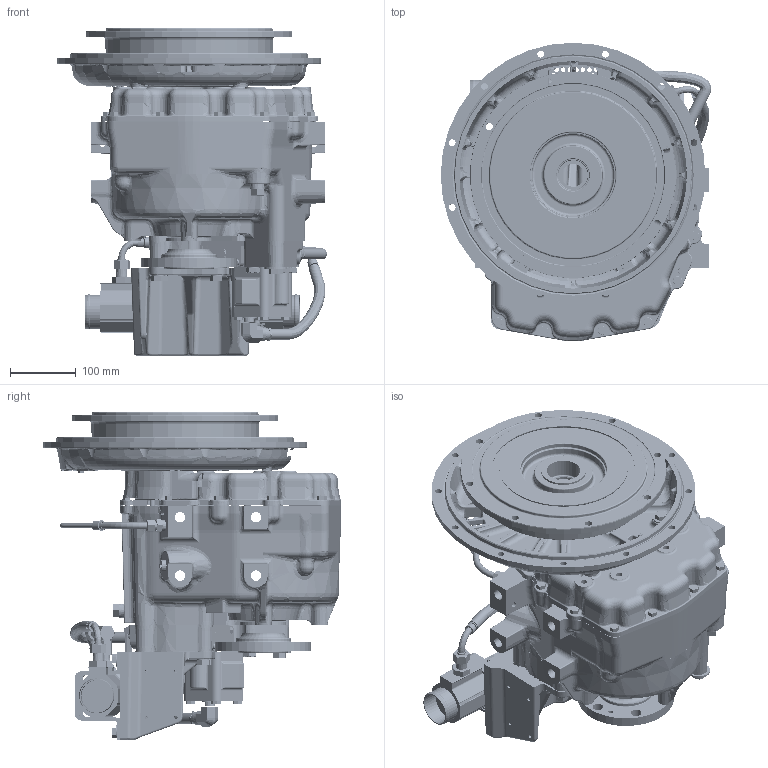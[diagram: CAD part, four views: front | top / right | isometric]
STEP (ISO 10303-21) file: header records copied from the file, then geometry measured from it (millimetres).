
FILE_DESCRIPTION (( 'STEP AP214' ), '1' );
FILE_NAME ('PX13021B.STEP', '2014-11-14T09:55:59', ( '' ), ( '' ), 'SwSTEP 2.0', 'SolidWorks 2010', '' );
FILE_SCHEMA (( 'AUTOMOTIVE_DESIGN' ));
Length unit declared in the file: inch
Products named in the file (1): PX13021B
Bounding box: 411.92 x 454.58 x 499.14 mm (x, y, z)
Surface area: 1610587 mm2 (no closed solid volume)
Topology: 0 solids, 207 shells, 4287 faces, 14487 edges, 9958 vertices
Faces by surface type: cylinder 1188, plane 1079, bspline 1034, cone 512, torus 373, sphere 101
Entity records: 270055 total; most frequent: CARTESIAN_POINT 100078, ORIENTED_EDGE 23315, DIRECTION 21887, EDGE_CURVE 14382, VERTEX_POINT 9958, AXIS2_PLACEMENT_3D 8736, CIRCLE 5482, EDGE_LOOP 5020
